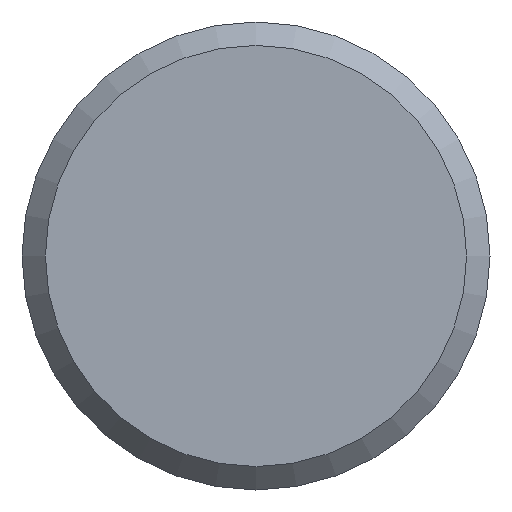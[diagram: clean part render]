
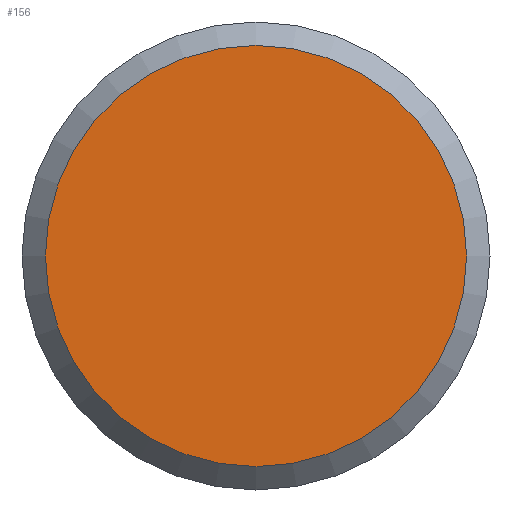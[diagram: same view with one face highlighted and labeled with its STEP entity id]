
A CAD part, front view. The second image highlights one B-rep face of the part: STEP entity #156.
In plain terms, the highlighted planar face has unit normal (0, -1, 0).
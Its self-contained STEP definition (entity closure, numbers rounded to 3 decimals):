
#38=FACE_OUTER_BOUND('',#50,.T.);
#50=EDGE_LOOP('',(#112));
#65=CIRCLE('',#183,0.9);
#79=VERTEX_POINT('',#270);
#92=EDGE_CURVE('',#79,#79,#65,.T.);
#112=ORIENTED_EDGE('',*,*,#92,.T.);
#152=PLANE('',#182);
#156=ADVANCED_FACE('',(#38),#152,.F.);
#182=AXIS2_PLACEMENT_3D('',#269,#210,#211);
#183=AXIS2_PLACEMENT_3D('',#271,#212,#213);
#210=DIRECTION('center_axis',(0.,1.,0.));
#211=DIRECTION('ref_axis',(1.,0.,0.));
#212=DIRECTION('center_axis',(0.,-1.,0.));
#213=DIRECTION('ref_axis',(1.,0.,0.));
#269=CARTESIAN_POINT('Origin',(0.,0.,0.));
#270=CARTESIAN_POINT('',(-0.9,0.,0.));
#271=CARTESIAN_POINT('Origin',(0.,0.,0.));
